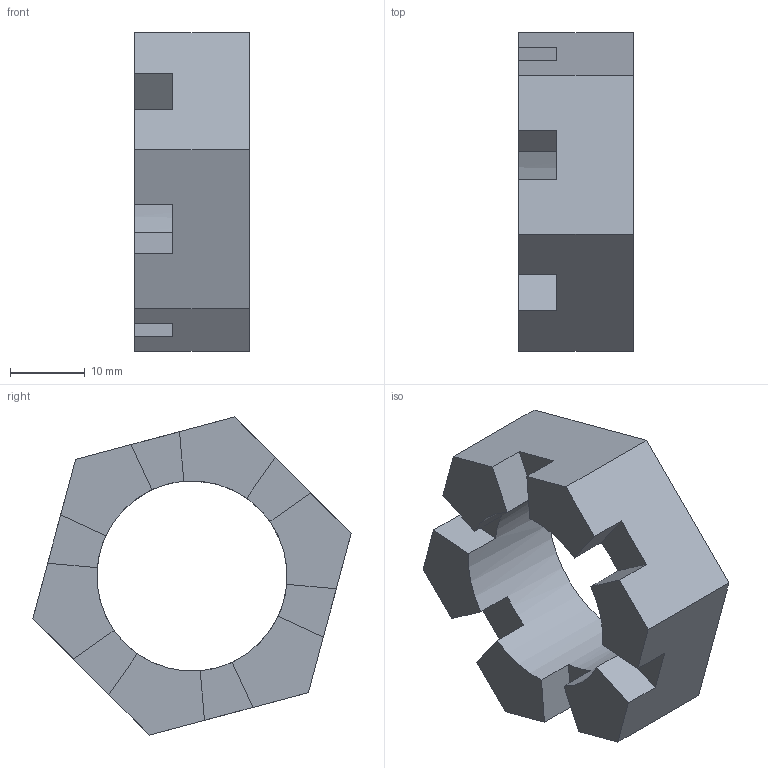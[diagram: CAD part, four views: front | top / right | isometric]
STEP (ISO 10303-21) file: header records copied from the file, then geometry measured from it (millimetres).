
FILE_DESCRIPTION( ( '' ), ' ' );
FILE_NAME( '5dabfbecff55951583ae64b8.step', '2019-10-20T06:17:17', ( '' ), ( '' ), ' ', ' ', ' ' );
FILE_SCHEMA( ( 'AUTOMOTIVE_DESIGN { 1 0 10303 214 1 1 1 1 }' ) );
Length unit declared in the file: metre
Products named in the file (1): Part 57
Bounding box: 15.24 x 42.5 x 42.49 mm (x, y, z)
Volume: 10344.1 mm3; surface area: 4793.5 mm2
Topology: 1 solids, 1 shells, 32 faces, 93 edges, 62 vertices
Faces by surface type: plane 31, cylinder 1
Full cylindrical faces by diameter (mm): 25.4 x1
Entity records: 1312 total; most frequent: CARTESIAN_POINT 185, ORIENTED_EDGE 182, DIRECTION 170, EDGE_CURVE 91, LINE 78, VECTOR 78, VERTEX_POINT 61, AXIS2_PLACEMENT_3D 46
